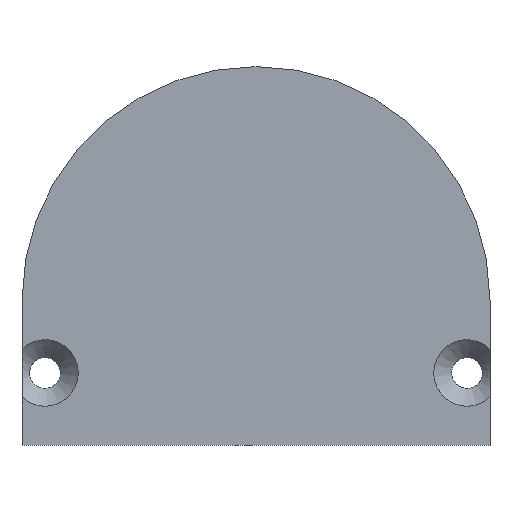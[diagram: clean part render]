
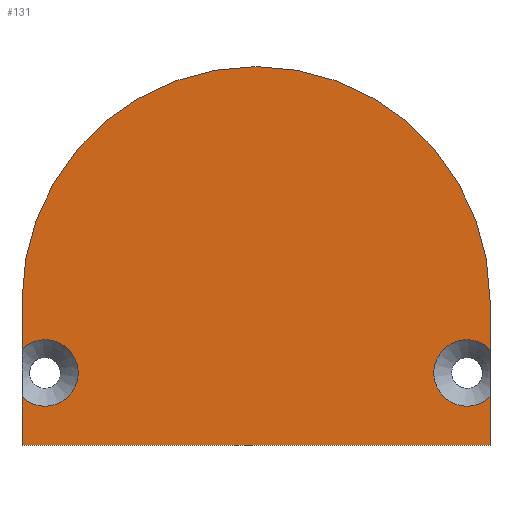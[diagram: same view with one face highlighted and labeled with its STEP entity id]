
A CAD part, top view. The second image highlights one B-rep face of the part: STEP entity #131.
In plain terms, the highlighted planar face has unit normal (0, 0, 1).
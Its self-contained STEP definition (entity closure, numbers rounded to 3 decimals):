
#118=CIRCLE('',#290,32.35);
#119=CIRCLE('',#292,4.59);
#120=CIRCLE('',#293,4.59);
#131=ADVANCED_FACE('',(#148),#142,.T.);
#142=PLANE('',#294);
#148=FACE_OUTER_BOUND('',#153,.T.);
#153=EDGE_LOOP('',(#191,#192,#193,#194,#195,#196,#197,#198));
#191=ORIENTED_EDGE('',*,*,#253,.T.);
#192=ORIENTED_EDGE('',*,*,#246,.T.);
#193=ORIENTED_EDGE('',*,*,#252,.T.);
#194=ORIENTED_EDGE('',*,*,#239,.T.);
#195=ORIENTED_EDGE('',*,*,#254,.T.);
#196=ORIENTED_EDGE('',*,*,#237,.T.);
#197=ORIENTED_EDGE('',*,*,#245,.T.);
#198=ORIENTED_EDGE('',*,*,#248,.T.);
#219=VERTEX_POINT('',#368);
#220=VERTEX_POINT('',#369);
#221=VERTEX_POINT('',#376);
#222=VERTEX_POINT('',#378);
#226=VERTEX_POINT('',#388);
#227=VERTEX_POINT('',#392);
#228=VERTEX_POINT('',#393);
#229=VERTEX_POINT('',#400);
#237=EDGE_CURVE('',#219,#220,#261,.T.);
#239=EDGE_CURVE('',#222,#221,#262,.T.);
#245=EDGE_CURVE('',#220,#226,#268,.T.);
#246=EDGE_CURVE('',#227,#228,#269,.T.);
#248=EDGE_CURVE('',#226,#229,#270,.T.);
#252=EDGE_CURVE('',#228,#222,#118,.T.);
#253=EDGE_CURVE('',#229,#227,#119,.T.);
#254=EDGE_CURVE('',#221,#219,#120,.T.);
#261=LINE('',#367,#273);
#262=LINE('',#377,#274);
#268=LINE('',#389,#280);
#269=LINE('',#391,#281);
#270=LINE('',#401,#282);
#273=VECTOR('',#310,1.);
#274=VECTOR('',#311,1.);
#280=VECTOR('',#319,1.);
#281=VECTOR('',#322,1.);
#282=VECTOR('',#323,1.);
#290=AXIS2_PLACEMENT_3D('',#407,#330,#331);
#292=AXIS2_PLACEMENT_3D('',#409,#334,#335);
#293=AXIS2_PLACEMENT_3D('',#410,#336,#337);
#294=AXIS2_PLACEMENT_3D('',#411,#338,#339);
#310=DIRECTION('',(0.,-1.,0.));
#311=DIRECTION('',(0.,-1.,0.));
#319=DIRECTION('',(1.,0.,0.));
#322=DIRECTION('',(0.,1.,0.));
#323=DIRECTION('',(0.,1.,0.));
#330=DIRECTION('',(0.,0.,1.));
#331=DIRECTION('',(1.,0.,0.));
#334=DIRECTION('',(0.,0.,-1.));
#335=DIRECTION('',(-1.,0.,0.));
#336=DIRECTION('',(0.,0.,-1.));
#337=DIRECTION('',(-1.,0.,0.));
#338=DIRECTION('',(0.,0.,1.));
#339=DIRECTION('',(1.,0.,0.));
#367=CARTESIAN_POINT('',(0.,20.,6.35));
#368=CARTESIAN_POINT('',(0.,6.685,6.35));
#369=CARTESIAN_POINT('',(0.,0.,6.35));
#376=CARTESIAN_POINT('',(0.,13.315,6.35));
#377=CARTESIAN_POINT('',(0.,20.,6.35));
#378=CARTESIAN_POINT('',(0.,20.,6.35));
#388=CARTESIAN_POINT('',(64.7,0.,6.35));
#389=CARTESIAN_POINT('',(0.,0.,6.35));
#391=CARTESIAN_POINT('',(64.7,0.,6.35));
#392=CARTESIAN_POINT('',(64.7,13.315,6.35));
#393=CARTESIAN_POINT('',(64.7,20.,6.35));
#400=CARTESIAN_POINT('',(64.7,6.685,6.35));
#401=CARTESIAN_POINT('',(64.7,0.,6.35));
#407=CARTESIAN_POINT('',(32.35,20.,6.35));
#409=CARTESIAN_POINT('',(61.525,10.,6.35));
#410=CARTESIAN_POINT('',(3.175,10.,6.35));
#411=CARTESIAN_POINT('',(32.35,20.,6.35));
